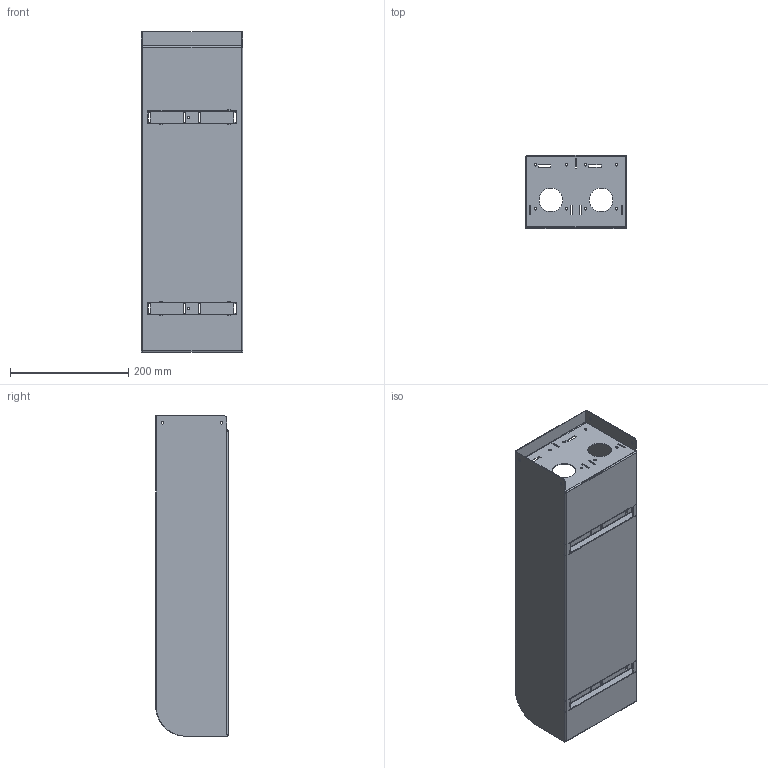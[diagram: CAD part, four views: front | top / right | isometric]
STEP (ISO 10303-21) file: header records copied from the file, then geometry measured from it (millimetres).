
FILE_DESCRIPTION (( 'STEP AP214' ), '1' );
FILE_NAME ('薩湍580假蚾釱俋楷.STEP', '2019-04-10T12:56:48', ( '' ), ( '' ), 'SwSTEP 2.0', 'SolidWorks 2013', '' );
FILE_SCHEMA (( 'AUTOMOTIVE_DESIGN' ));
Length unit declared in the file: millimetre
Products named in the file (3): 給像假蚾樓Ч踐; 邧薩湍假蚾啣; 薩湍580假蚾釱俋楷
Assembly tree (3 placements, depth 2):
  薩湍580假蚾釱俋楷
    邧薩湍假蚾啣
    給像假蚾樓Ч踐  x2
Bounding box: 171 x 122.7 x 541.5 mm (x, y, z)
Volume: 299549.1 mm3; surface area: 505112.2 mm2
Topology: 3 solids, 3 shells, 264 faces, 702 edges, 444 vertices
Faces by surface type: plane 210, cylinder 54
Entity records: 6598 total; most frequent: CARTESIAN_POINT 1122, ORIENTED_EDGE 1112, DIRECTION 1080, EDGE_CURVE 556, LINE 460, VECTOR 460, VERTEX_POINT 352, AXIS2_PLACEMENT_3D 310
